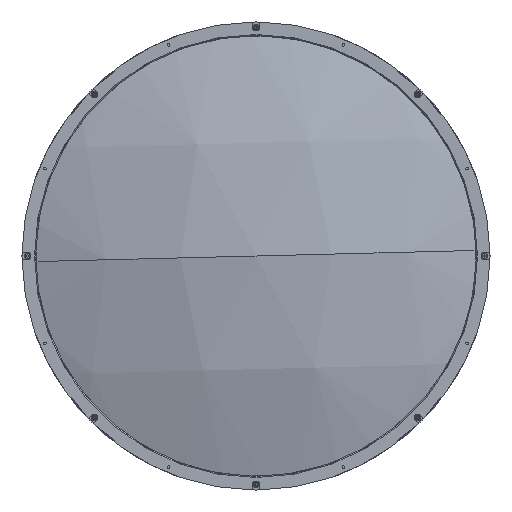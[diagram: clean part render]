
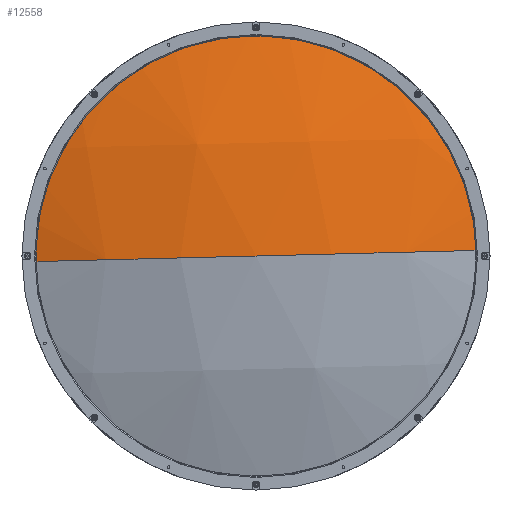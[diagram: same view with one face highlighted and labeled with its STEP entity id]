
A CAD part, left-side view. The second image highlights one B-rep face of the part: STEP entity #12558.
In plain terms, the highlighted spherical face has radius 625 mm.
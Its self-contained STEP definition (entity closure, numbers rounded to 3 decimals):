
#134 = FACE_OUTER_BOUND ( 'NONE', #4374, .T. ) ;
#640 = DIRECTION ( 'NONE',  ( 0., 1., -0.025 ) ) ;
#654 = DIRECTION ( 'NONE',  ( 0., -0.025, -1. ) ) ;
#694 = CARTESIAN_POINT ( 'NONE',  ( 622., 0., 0. ) ) ;
#1215 = DIRECTION ( 'NONE',  ( -1., 0., 0. ) ) ;
#1526 = DIRECTION ( 'NONE',  ( 0., -1., 0.025 ) ) ;
#1583 = DIRECTION ( 'NONE',  ( 0., 0.025, 1. ) ) ;
#1647 = ORIENTED_EDGE ( 'NONE', *, *, #9262, .T. ) ;
#1889 = AXIS2_PLACEMENT_3D ( 'NONE', #694, #654, #640 ) ;
#2285 = DIRECTION ( 'NONE',  ( 0., 0.025, 1. ) ) ;
#2304 = EDGE_CURVE ( 'NONE', #15927, #11580, #5325, .T. ) ;
#2390 = CARTESIAN_POINT ( 'NONE',  ( 622., 0., 0. ) ) ;
#3134 = ORIENTED_EDGE ( 'NONE', *, *, #2304, .T. ) ;
#3228 = CARTESIAN_POINT ( 'NONE',  ( 31.576, 0., 0. ) ) ;
#4374 = EDGE_LOOP ( 'NONE', ( #3134, #1647, #14137 ) ) ;
#5325 = CIRCLE ( 'NONE', #9562, 205. ) ;
#6197 = DIRECTION ( 'NONE',  ( 0., 0.025, 1. ) ) ;
#6685 = EDGE_CURVE ( 'NONE', #15927, #8845, #9789, .T. ) ;
#8845 = VERTEX_POINT ( 'NONE', #13388 ) ;
#9262 = EDGE_CURVE ( 'NONE', #11580, #8845, #11913, .T. ) ;
#9562 = AXIS2_PLACEMENT_3D ( 'NONE', #3228, #1215, #1583 ) ;
#9633 = SPHERICAL_SURFACE ( 'NONE', #15032, 625. ) ;
#9789 = CIRCLE ( 'NONE', #1889, 625. ) ;
#9865 = AXIS2_PLACEMENT_3D ( 'NONE', #2390, #2285, #1526 ) ;
#11437 = CARTESIAN_POINT ( 'NONE',  ( 31.576, 204.935, -5.173 ) ) ;
#11580 = VERTEX_POINT ( 'NONE', #11437 ) ;
#11913 = CIRCLE ( 'NONE', #9865, 625. ) ;
#12558 = ADVANCED_FACE ( 'NONE', ( #134 ), #9633, .T. ) ;
#13388 = CARTESIAN_POINT ( 'NONE',  ( -3., 0., 0. ) ) ;
#14137 = ORIENTED_EDGE ( 'NONE', *, *, #6685, .F. ) ;
#14394 = CARTESIAN_POINT ( 'NONE',  ( 31.576, -204.935, 5.173 ) ) ;
#15032 = AXIS2_PLACEMENT_3D ( 'NONE', #15648, #6197, #15493 ) ;
#15493 = DIRECTION ( 'NONE',  ( 0., -1., 0.025 ) ) ;
#15648 = CARTESIAN_POINT ( 'NONE',  ( 622., 0., 0. ) ) ;
#15927 = VERTEX_POINT ( 'NONE', #14394 ) ;
